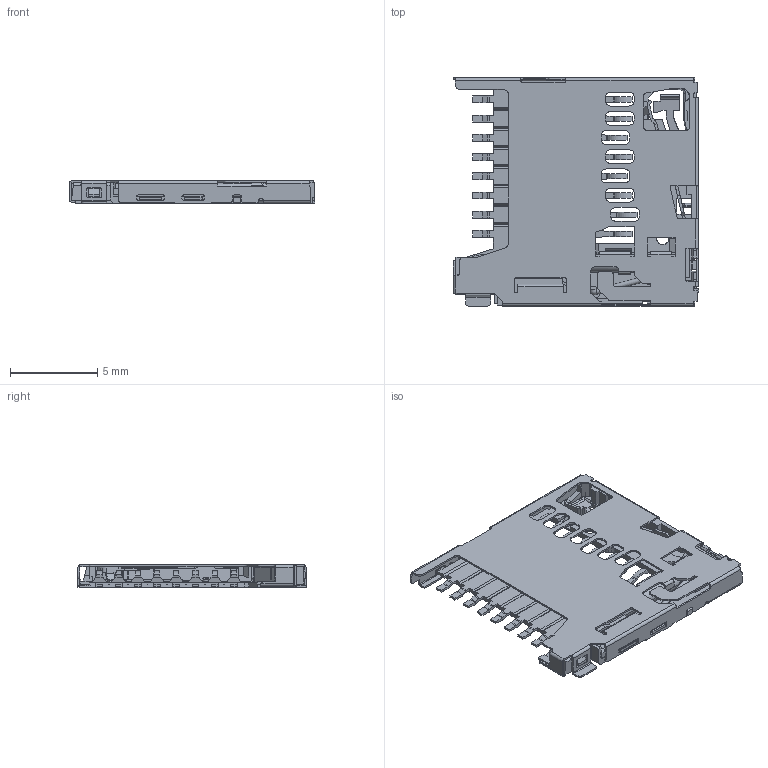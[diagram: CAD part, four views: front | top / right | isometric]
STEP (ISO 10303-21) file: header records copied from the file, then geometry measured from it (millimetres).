
FILE_DESCRIPTION(('FreeCAD Model'),'2;1');
FILE_NAME('Molex_503398-1892.step' ,'2021-04-01T20:15:34',('kicad StepUp'),('ksu MCAD'), 'Open CASCADE STEP processor 7.2','FreeCAD','Unknown');
FILE_SCHEMA(('AUTOMOTIVE_DESIGN { 1 0 10303 214 1 1 1 1 }'));
Length unit declared in the file: millimetre
Products named in the file (1): Molex_503398-1892
Bounding box: 14.05 x 13.1 x 1.28 mm (x, y, z)
Volume: 65.9 mm3; surface area: 746.9 mm2
Topology: 1 solids, 1 shells, 1438 faces, 4173 edges, 2716 vertices
Faces by surface type: plane 1047, cylinder 362, cone 18, torus 7, sphere 4
Entity records: 57235 total; most frequent: CARTESIAN_POINT 8478, ORIENTED_EDGE 8338, DIRECTION 7801, EDGE_CURVE 4169, LINE 3351, VECTOR 3351, VERTEX_POINT 2716, AXIS2_PLACEMENT_3D 2225
